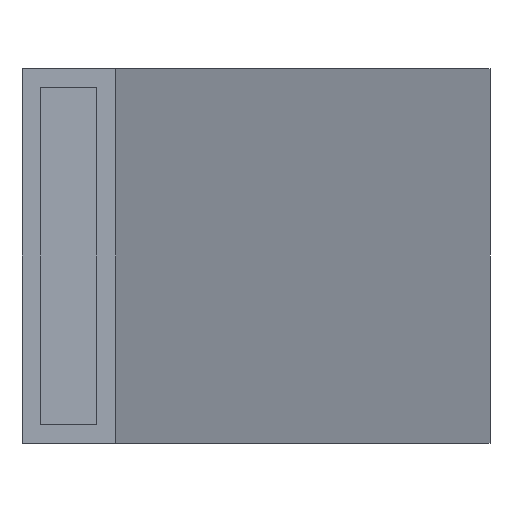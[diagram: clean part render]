
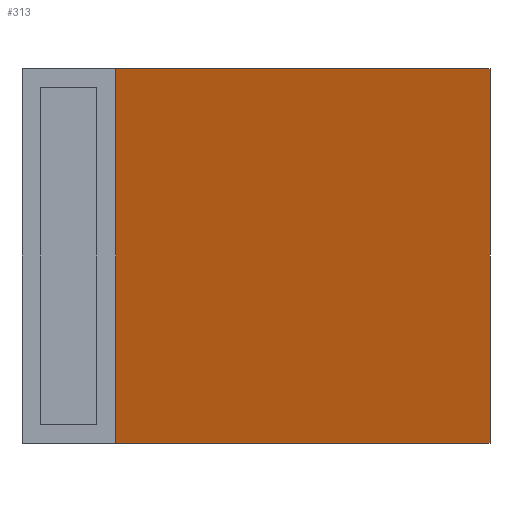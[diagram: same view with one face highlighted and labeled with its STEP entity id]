
A CAD part, front view. The second image highlights one B-rep face of the part: STEP entity #313.
In plain terms, the highlighted planar face has unit normal (-0.351, -0.936, 0).
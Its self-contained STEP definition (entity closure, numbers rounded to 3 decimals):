
#25=FACE_OUTER_BOUND('',#41,.T.);
#41=EDGE_LOOP('',(#243,#244,#245,#246));
#76=LINE('',#491,#118);
#77=LINE('',#493,#119);
#78=LINE('',#495,#120);
#79=LINE('',#496,#121);
#118=VECTOR('',#405,10.);
#119=VECTOR('',#406,10.);
#120=VECTOR('',#407,10.);
#121=VECTOR('',#408,10.);
#153=VERTEX_POINT('',#489);
#154=VERTEX_POINT('',#490);
#155=VERTEX_POINT('',#492);
#156=VERTEX_POINT('',#494);
#188=EDGE_CURVE('',#153,#154,#76,.T.);
#189=EDGE_CURVE('',#155,#154,#77,.T.);
#190=EDGE_CURVE('',#156,#155,#78,.T.);
#191=EDGE_CURVE('',#153,#156,#79,.T.);
#243=ORIENTED_EDGE('',*,*,#188,.T.);
#244=ORIENTED_EDGE('',*,*,#189,.F.);
#245=ORIENTED_EDGE('',*,*,#190,.F.);
#246=ORIENTED_EDGE('',*,*,#191,.F.);
#297=PLANE('',#352);
#313=ADVANCED_FACE('',(#25),#297,.T.);
#352=AXIS2_PLACEMENT_3D('',#488,#403,#404);
#403=DIRECTION('center_axis',(-0.351,-0.936,0.));
#404=DIRECTION('ref_axis',(-0.936,0.351,0.));
#405=DIRECTION('',(0.936,-0.351,0.));
#406=DIRECTION('',(0.,0.,-1.));
#407=DIRECTION('',(0.936,-0.351,0.));
#408=DIRECTION('',(0.,0.,1.));
#488=CARTESIAN_POINT('Origin',(20.,12.5,0.));
#489=CARTESIAN_POINT('',(0.,20.,-20.));
#490=CARTESIAN_POINT('',(20.,12.5,-20.));
#491=CARTESIAN_POINT('',(13.973,14.76,-20.));
#492=CARTESIAN_POINT('',(20.,12.5,0.));
#493=CARTESIAN_POINT('',(20.,12.5,0.));
#494=CARTESIAN_POINT('',(0.,20.,0.));
#495=CARTESIAN_POINT('',(0.,20.,0.));
#496=CARTESIAN_POINT('',(0.,20.,0.));
